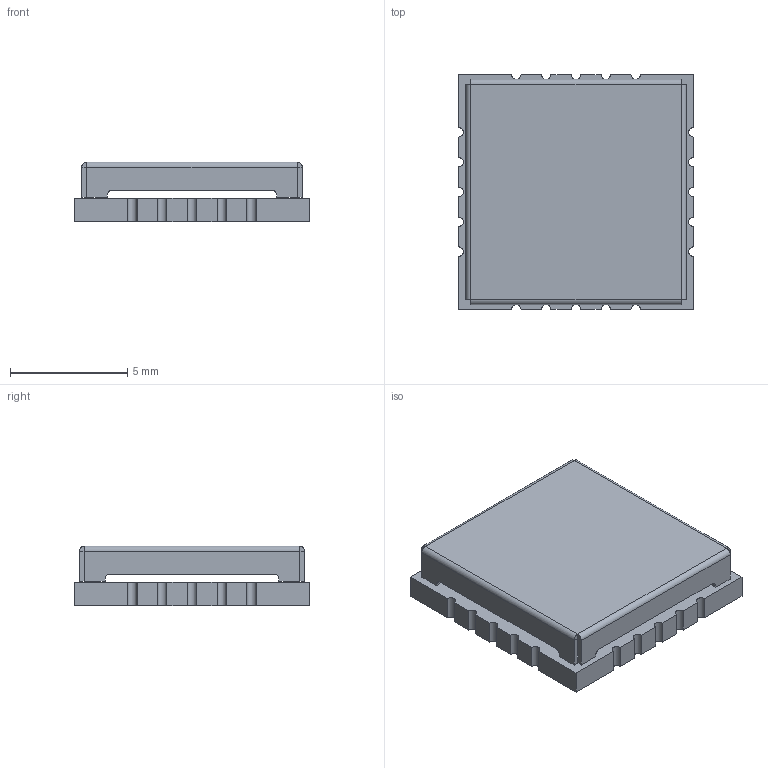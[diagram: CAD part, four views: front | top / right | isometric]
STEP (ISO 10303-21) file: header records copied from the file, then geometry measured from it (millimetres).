
FILE_DESCRIPTION(('KiCad electronic assembly'),'2;1');
FILE_NAME('10705-V1.1.step','2024-06-05T18:42:42',('Pcbnew'),('Kicad'), 'Open CASCADE STEP processor 7.7','KiCad to STEP converter','Unknown' );
FILE_SCHEMA(('AUTOMOTIVE_DESIGN { 1 0 10303 214 1 1 1 1 }'));
Length unit declared in the file: millimetre
Products named in the file (4): 10705-V1.1 1; PBZ-135; 10705-V1.1_PCB
Assembly tree (3 placements, depth 3):
  10705-V1.1 1
    PBZ-135
      PBZ-135
    10705-V1.1_PCB
Bounding box: 10 x 10 x 2.55 mm (x, y, z)
Volume: 124.1 mm3; surface area: 505.3 mm2
Topology: 2 solids, 2 shells, 113 faces, 295 edges, 186 vertices
Faces by surface type: plane 64, cylinder 41, bspline 8
Entity records: 3645 total; most frequent: CARTESIAN_POINT 798, ORIENTED_EDGE 590, DIRECTION 563, EDGE_CURVE 295, LINE 213, VECTOR 213, VERTEX_POINT 186, AXIS2_PLACEMENT_3D 175
